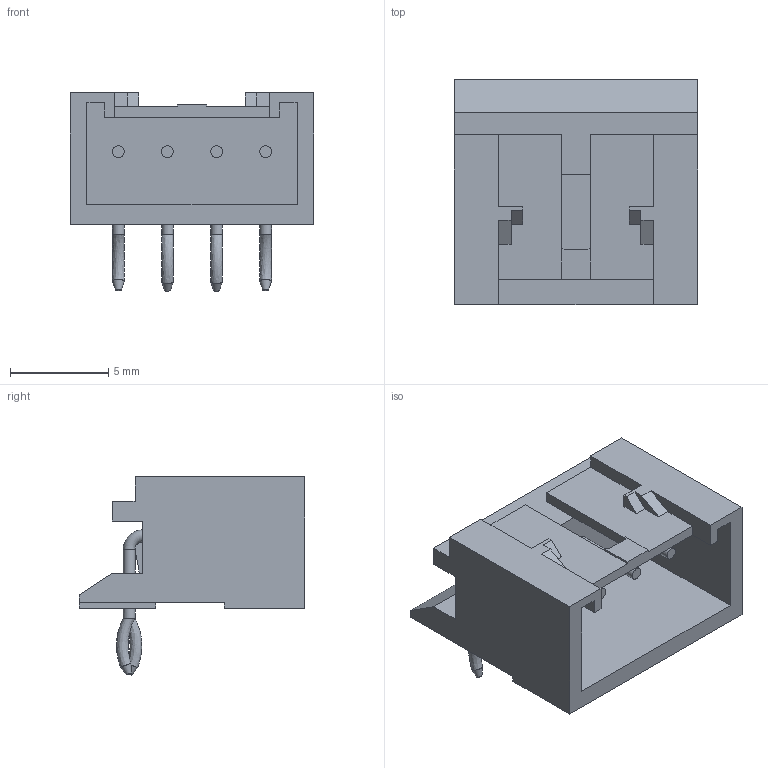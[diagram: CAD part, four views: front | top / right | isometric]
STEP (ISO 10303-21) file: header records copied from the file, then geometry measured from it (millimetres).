
FILE_DESCRIPTION(/* description */ (''),/* implementation_level */ '2;1');
FILE_NAME(/* name */ '534260410wbm000_01_214.stp',/* time_stamp */ '2023-12-12T11:29:46+06:00',/* author */ (''),/* organization */ (''),/* preprocessor_version */ 'ST-DEVELOPER v16.7',/* originating_system */ 'SIEMENS PLM Software NX 1919',/* authorisation */ '');
FILE_SCHEMA (('AUTOMOTIVE_DESIGN { 1 0 10303 214 3 1 1 1 }'));
Length unit declared in the file: millimetre
Products named in the file (1): 534260410wbm000_01
Bounding box: 12.4 x 11.5 x 10.1 mm (x, y, z)
Volume: 379.2 mm3; surface area: 888.8 mm2
Topology: 1 solids, 1 shells, 125 faces, 368 edges, 247 vertices
Faces by surface type: plane 97, cylinder 16, bspline 8, torus 4
Full cylindrical faces by diameter (mm): 0.6 x12
Entity records: 5852 total; most frequent: CARTESIAN_POINT 2726, ORIENTED_EDGE 646, DIRECTION 571, EDGE_CURVE 323, LINE 271, VECTOR 271, VERTEX_POINT 226, EDGE_LOOP 169
